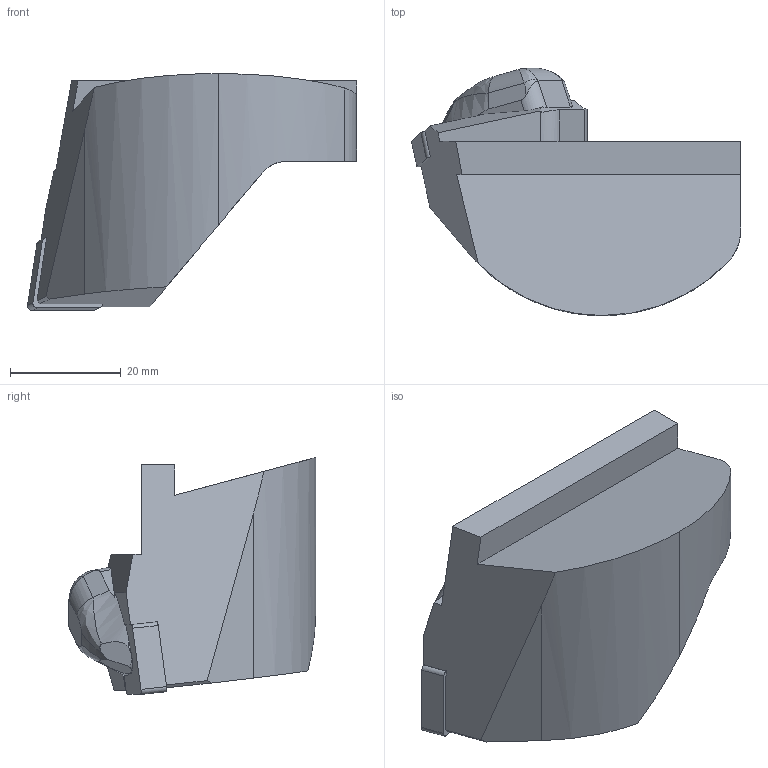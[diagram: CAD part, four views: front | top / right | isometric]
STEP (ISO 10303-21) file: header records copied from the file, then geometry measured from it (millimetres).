
FILE_DESCRIPTION(/* description */ (''),/* implementation_level */ '2;1');
FILE_NAME(/* name */ '1560776671087.stp',/* time_stamp */ '2019-06-17T15:04:35+02:00',/* author */ (''),/* organization */ ('SMS'),/* preprocessor_version */ 'ST-DEVELOPER v15',/* originating_system */ 'SIEMENS PLM Software NX 8.5',/* authorisation */ '');
FILE_SCHEMA (('AUTOMOTIVE_DESIGN { 1 0 10303 214 3 1 1 1 }'));
Length unit declared in the file: millimetre
Products named in the file (4): IsoTurningInsert; 202351350mod000_00; ASSEMBLY_CONSTRUCTION; 111151208mod000_01
Assembly tree (3 placements, depth 2):
  111151208mod000_01
    ASSEMBLY_CONSTRUCTION
    202351350mod000_00
    IsoTurningInsert
Bounding box: 59.5 x 44.75 x 42.83 mm (x, y, z)
Volume: 40593.2 mm3; surface area: 9027.2 mm2
Topology: 2 solids, 2 shells, 69 faces, 195 edges, 135 vertices
Faces by surface type: plane 42, cylinder 18, bspline 9
Full cylindrical faces by diameter (mm): 5.156 x2
Entity records: 2792 total; most frequent: CARTESIAN_POINT 925, ORIENTED_EDGE 382, DIRECTION 335, EDGE_CURVE 191, VERTEX_POINT 127, AXIS2_PLACEMENT_3D 116, LINE 103, VECTOR 103
